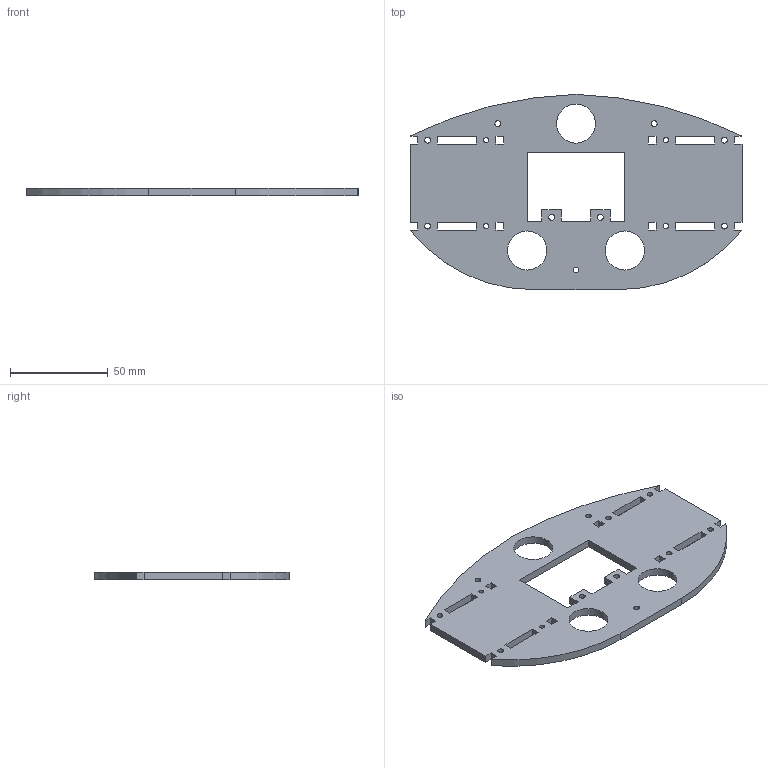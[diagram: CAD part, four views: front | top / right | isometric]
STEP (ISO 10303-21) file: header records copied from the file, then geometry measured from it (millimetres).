
FILE_DESCRIPTION (( 'STEP AP214' ), '1' );
FILE_NAME ('???????7.STEP', '2024-05-25T08:48:16', ( '' ), ( '' ), 'SwSTEP 2.0', 'SolidWorks 2022', '' );
FILE_SCHEMA (( 'AUTOMOTIVE_DESIGN' ));
Length unit declared in the file: millimetre
Products named in the file (1): ตัวกลาง7
Bounding box: 170 x 99.93 x 4 mm (x, y, z)
Volume: 45871.1 mm3; surface area: 27933.6 mm2
Topology: 1 solids, 1 shells, 103 faces, 303 edges, 202 vertices
Faces by surface type: plane 61, cylinder 42
Entity records: 3575 total; most frequent: CARTESIAN_POINT 609, ORIENTED_EDGE 606, DIRECTION 595, EDGE_CURVE 303, VECTOR 219, LINE 219, VERTEX_POINT 202, AXIS2_PLACEMENT_3D 188
